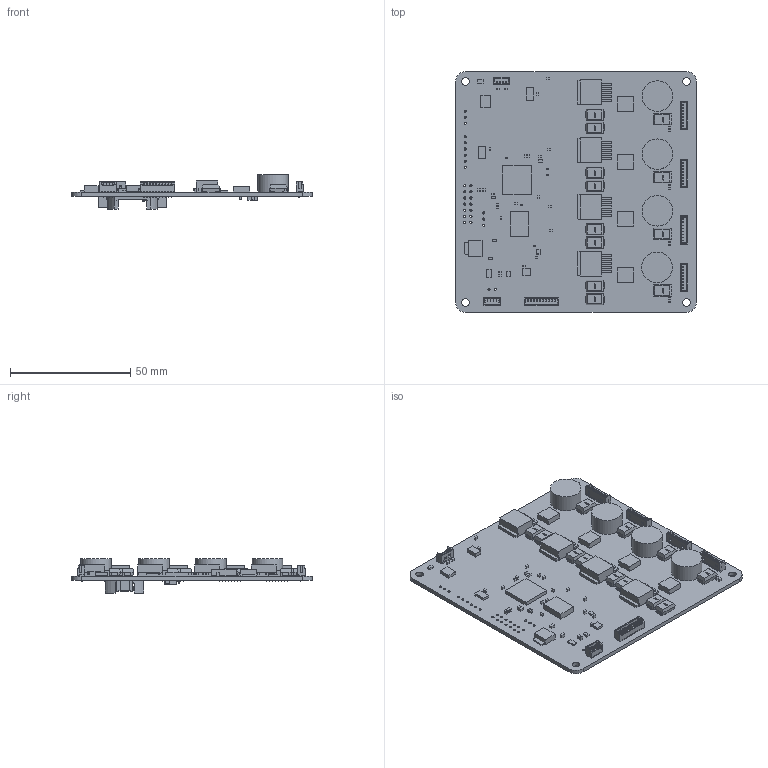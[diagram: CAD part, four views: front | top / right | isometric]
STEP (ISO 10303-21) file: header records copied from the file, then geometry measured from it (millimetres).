
FILE_DESCRIPTION(('Open CASCADE Model'),'2;1');
FILE_NAME('Open CASCADE Shape Model','2021-04-01T19:21:10',('Author'),( 'Open CASCADE'),'Open CASCADE STEP processor 6.8','Open CASCADE 6.8' ,'Unknown');
FILE_SCHEMA(('AUTOMOTIVE_DESIGN { 1 0 10303 214 1 1 1 1 }'));
Length unit declared in the file: millimetre
Products named in the file (149): PCB; Board; Open CASCADE STEP translator 6.8 1.1.1; R26; 6152235088; Extruded; C28; T491D227M016AT; P12; Molex_0530470810; Open CASCADE STEP translator 6.8 1.4.1.1; Open CASCADE STEP translator 6.8 1.4.1.2; C29; U11; 6152234608; 6152228048; 6152227888; L4; 6194014064; Cylinder; C27; R27; R28; D5; 6152234288; C22; P5; C24; U10; L3; C21; R20; R21; D4; C15; P4; C17; U9; L2; C14 ...
Assembly tree (231 placements, depth 4):
  PCB
    Board
      Open CASCADE STEP translator 6.8 1.1.1
    R26
      6152235088
        Extruded
    C28
      T491D227M016AT
    P12
      Molex_0530470810
        Open CASCADE STEP translator 6.8 1.4.1.1
        Open CASCADE STEP translator 6.8 1.4.1.2
    C29
      T491D227M016AT
    U11
      6152234608
        Extruded
      6152228048
        Extruded
      6152227888  x5
        Extruded
    L4
      6194014064
        Cylinder
    C27
      T491D227M016AT
    R27
      6152235088
        Extruded
    R28
      6152235088
        Extruded
    D5
      6152234288
        Extruded
    C22
      T491D227M016AT
    P5
      Molex_0530470810
        Open CASCADE STEP translator 6.8 1.4.1.1
        Open CASCADE STEP translator 6.8 1.4.1.2
    C24
      T491D227M016AT
    U10
      6152234608
        Extruded
      6152228048
        Extruded
      6152227888  x5
        Extruded
    L3
      6194014064
        Cylinder
    C21
      T491D227M016AT
    R20
      6152235088
        Extruded
    R21
      6152235088
Bounding box: 99.95 x 99.95 x 14.22 mm (x, y, z)
Volume: 25815.7 mm3; surface area: 32179.3 mm2
Topology: 150 solids, 150 shells, 3768 faces, 9889 edges, 6596 vertices
Faces by surface type: plane 3527, cylinder 221, bspline 4, revolution 4, sphere 4, torus 4, cone 4
Full cylindrical faces by diameter (mm): 0.5 x50, 0.9 x28, 3.175 x4, 12.7 x4
Entity records: 47400 total; most frequent: CARTESIAN_POINT 7783, ORIENTED_EDGE 6984, DIRECTION 6966, EDGE_CURVE 3492, LINE 3128, VECTOR 3128, VERTEX_POINT 2276, AXIS2_PLACEMENT_3D 1917
